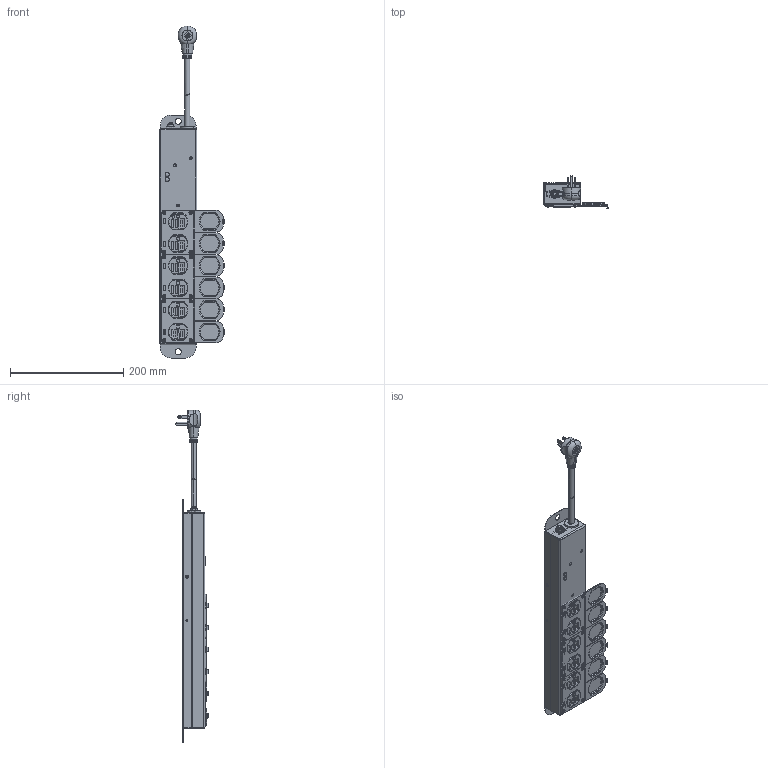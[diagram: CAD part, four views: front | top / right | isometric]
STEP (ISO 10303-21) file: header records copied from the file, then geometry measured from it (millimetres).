
FILE_DESCRIPTION (( 'STEP AP214' ), '1' );
FILE_NAME ('5306M-1S7.STEP', '2020-02-07T19:34:47', ( '' ), ( '' ), 'SwSTEP 2.0', 'SolidWorks 2017', '' );
FILE_SCHEMA (( 'AUTOMOTIVE_DESIGN' ));
Length unit declared in the file: inch
Products named in the file (1): 5306M-1S7
Bounding box: 114.62 x 58.6 x 585.66 mm (x, y, z)
Surface area: 298406.7 mm2 (no closed solid volume)
Topology: 0 solids, 46 shells, 4962 faces, 13108 edges, 8336 vertices
Faces by surface type: plane 1957, cylinder 1586, bspline 516, cone 510, torus 304, sphere 89
Entity records: 267835 total; most frequent: CARTESIAN_POINT 87121, ORIENTED_EDGE 26073, DIRECTION 21873, EDGE_CURVE 13041, VERTEX_POINT 8334, AXIS2_PLACEMENT_3D 7617, LINE 6639, VECTOR 6639
